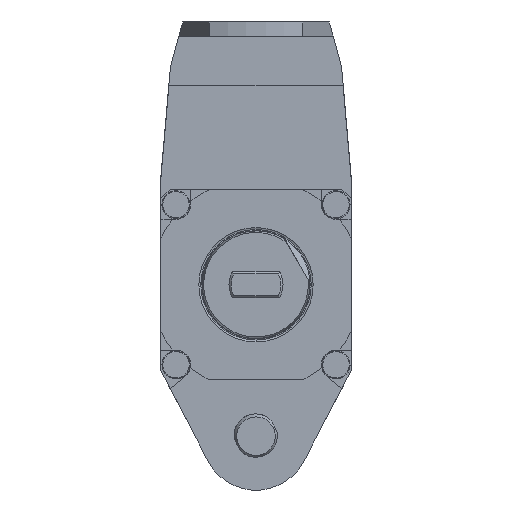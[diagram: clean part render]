
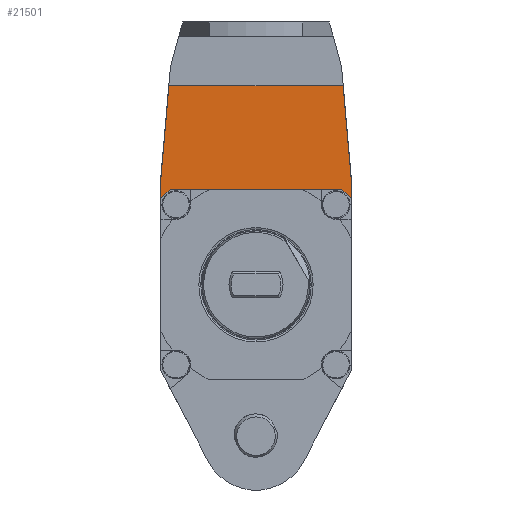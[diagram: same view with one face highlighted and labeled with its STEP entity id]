
A CAD part, front view. The second image highlights one B-rep face of the part: STEP entity #21501.
In plain terms, the highlighted planar face has unit normal (0, -1, 0).
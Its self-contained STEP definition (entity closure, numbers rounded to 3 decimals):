
#171 = CARTESIAN_POINT ( 'NONE',  ( 0., -91., -6. ) ) ;
#426 = CARTESIAN_POINT ( 'NONE',  ( 0., -91., -50. ) ) ;
#751 = ORIENTED_EDGE ( 'NONE', *, *, #16583, .F. ) ;
#791 = AXIS2_PLACEMENT_3D ( 'NONE', #426, #25173, #18636 ) ;
#1012 = DIRECTION ( 'NONE',  ( 0.087, 0., 0.996 ) ) ;
#1076 = DIRECTION ( 'NONE',  ( 1., 0., 0. ) ) ;
#1320 = ORIENTED_EDGE ( 'NONE', *, *, #7748, .F. ) ;
#1412 = CARTESIAN_POINT ( 'NONE',  ( 44., -91., -0.863 ) ) ;
#1594 = VERTEX_POINT ( 'NONE', #2700 ) ;
#1989 = CARTESIAN_POINT ( 'NONE',  ( 0., -91., -50. ) ) ;
#2504 = DIRECTION ( 'NONE',  ( -1., 0., 0. ) ) ;
#2700 = CARTESIAN_POINT ( 'NONE',  ( -39.681, -91., -6. ) ) ;
#3257 = VECTOR ( 'NONE', #10082, 1000. ) ;
#3483 = EDGE_CURVE ( 'NONE', #12627, #25281, #11432, .T. ) ;
#3817 = CARTESIAN_POINT ( 'NONE',  ( -40.25, -91., 42. ) ) ;
#4138 = DIRECTION ( 'NONE',  ( 0., 0., 1. ) ) ;
#4193 = VERTEX_POINT ( 'NONE', #8229 ) ;
#4268 = ORIENTED_EDGE ( 'NONE', *, *, #7608, .F. ) ;
#6005 = EDGE_CURVE ( 'NONE', #4193, #1594, #19013, .T. ) ;
#6653 = DIRECTION ( 'NONE',  ( 0., -1., 0. ) ) ;
#7012 = AXIS2_PLACEMENT_3D ( 'NONE', #16790, #6653, #2504 ) ;
#7531 = CARTESIAN_POINT ( 'NONE',  ( 44., -91., -89. ) ) ;
#7608 = EDGE_CURVE ( 'NONE', #23008, #23513, #24467, .T. ) ;
#7748 = EDGE_CURVE ( 'NONE', #23513, #22723, #12936, .T. ) ;
#8229 = CARTESIAN_POINT ( 'NONE',  ( 39.681, -91., -6. ) ) ;
#8754 = CIRCLE ( 'NONE', #7012, 59.25 ) ;
#9362 = LINE ( 'NONE', #23834, #19989 ) ;
#9393 = DIRECTION ( 'NONE',  ( 0., 0., -1. ) ) ;
#9936 = LINE ( 'NONE', #23862, #3257 ) ;
#10082 = DIRECTION ( 'NONE',  ( 0.087, 0., -0.996 ) ) ;
#11432 = LINE ( 'NONE', #7531, #22872 ) ;
#11778 = DIRECTION ( 'NONE',  ( 0., 0., 1. ) ) ;
#11861 = EDGE_CURVE ( 'NONE', #1594, #23008, #25146, .T. ) ;
#12043 = VERTEX_POINT ( 'NONE', #23976 ) ;
#12627 = VERTEX_POINT ( 'NONE', #1412 ) ;
#12644 = CARTESIAN_POINT ( 'NONE',  ( -44., -91., -0.863 ) ) ;
#12936 = LINE ( 'NONE', #21116, #22134 ) ;
#14290 = CARTESIAN_POINT ( 'NONE',  ( -44., -91., -89. ) ) ;
#15007 = EDGE_LOOP ( 'NONE', ( #15144, #23147, #751, #24216, #16157, #25543, #1320, #4268 ) ) ;
#15144 = ORIENTED_EDGE ( 'NONE', *, *, #11861, .F. ) ;
#16157 = ORIENTED_EDGE ( 'NONE', *, *, #17466, .F. ) ;
#16423 = DIRECTION ( 'NONE',  ( 0., 1., 0. ) ) ;
#16583 = EDGE_CURVE ( 'NONE', #25281, #4193, #8754, .T. ) ;
#16790 = CARTESIAN_POINT ( 'NONE',  ( 0., -91., -50. ) ) ;
#17466 = EDGE_CURVE ( 'NONE', #12043, #12627, #9936, .T. ) ;
#18437 = FACE_OUTER_BOUND ( 'NONE', #15007, .T. ) ;
#18636 = DIRECTION ( 'NONE',  ( -1., 0., 0. ) ) ;
#18668 = EDGE_CURVE ( 'NONE', #22723, #12043, #9362, .T. ) ;
#19013 = LINE ( 'NONE', #171, #26377 ) ;
#19021 = CARTESIAN_POINT ( 'NONE',  ( 44., -91., -10.319 ) ) ;
#19989 = VECTOR ( 'NONE', #1076, 1000. ) ;
#20675 = DIRECTION ( 'NONE',  ( -1., 0., 0. ) ) ;
#21116 = CARTESIAN_POINT ( 'NONE',  ( -44., -91., -0.863 ) ) ;
#21501 = ADVANCED_FACE ( 'Defeature completata1_245', ( #18437 ), #22085, .F. ) ;
#22085 = PLANE ( 'NONE',  #25273 ) ;
#22134 = VECTOR ( 'NONE', #1012, 1000. ) ;
#22723 = VERTEX_POINT ( 'NONE', #3817 ) ;
#22872 = VECTOR ( 'NONE', #9393, 1000. ) ;
#22995 = VECTOR ( 'NONE', #4138, 1000. ) ;
#23008 = VERTEX_POINT ( 'NONE', #25587 ) ;
#23147 = ORIENTED_EDGE ( 'NONE', *, *, #6005, .F. ) ;
#23513 = VERTEX_POINT ( 'NONE', #12644 ) ;
#23834 = CARTESIAN_POINT ( 'NONE',  ( -40.25, -91., 42. ) ) ;
#23862 = CARTESIAN_POINT ( 'NONE',  ( 44., -91., -0.863 ) ) ;
#23976 = CARTESIAN_POINT ( 'NONE',  ( 40.25, -91., 42. ) ) ;
#24216 = ORIENTED_EDGE ( 'NONE', *, *, #3483, .F. ) ;
#24467 = LINE ( 'NONE', #14290, #22995 ) ;
#25146 = CIRCLE ( 'NONE', #791, 59.25 ) ;
#25173 = DIRECTION ( 'NONE',  ( 0., -1., 0. ) ) ;
#25273 = AXIS2_PLACEMENT_3D ( 'NONE', #1989, #16423, #11778 ) ;
#25281 = VERTEX_POINT ( 'NONE', #19021 ) ;
#25543 = ORIENTED_EDGE ( 'NONE', *, *, #18668, .F. ) ;
#25587 = CARTESIAN_POINT ( 'NONE',  ( -44., -91., -10.319 ) ) ;
#26377 = VECTOR ( 'NONE', #20675, 1000. ) ;
